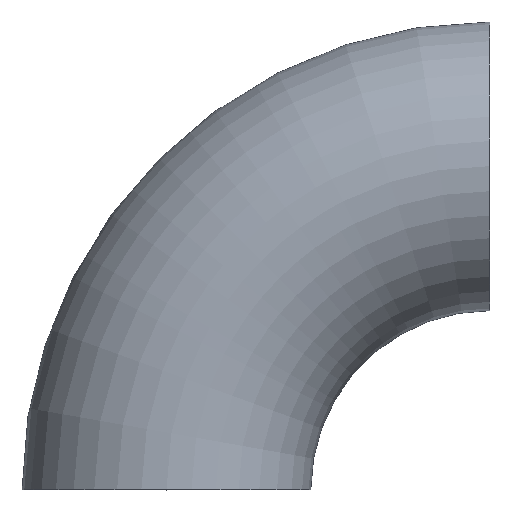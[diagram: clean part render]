
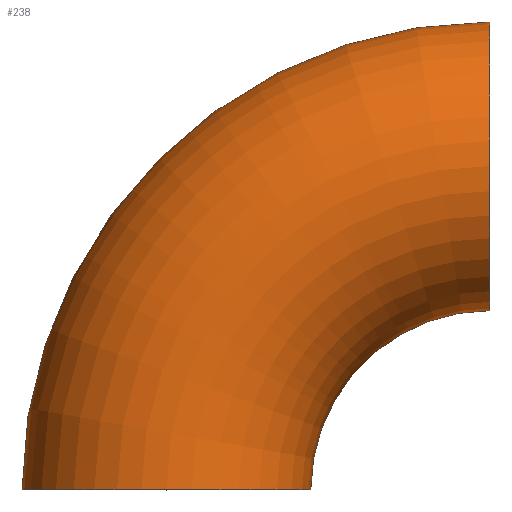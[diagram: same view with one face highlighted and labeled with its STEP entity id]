
A CAD part, top view. The second image highlights one B-rep face of the part: STEP entity #238.
In plain terms, the highlighted toroidal (fillet/blend) face has major radius 47.5 mm and minor radius 21.2 mm.
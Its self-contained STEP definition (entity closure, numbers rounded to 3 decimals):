
#1 = EDGE_CURVE ( 'NONE', #151, #128, #157, .T. ) ;
#9 = CARTESIAN_POINT ( 'NONE',  ( 0., 0., 0. ) ) ;
#13 = EDGE_CURVE ( 'NONE', #125, #93, #186, .T. ) ;
#29 = DIRECTION ( 'NONE',  ( 0., 0., 1. ) ) ;
#34 = DIRECTION ( 'NONE',  ( 0., 0., 1. ) ) ;
#39 = CARTESIAN_POINT ( 'NONE',  ( 47.5, 0., 0. ) ) ;
#55 = DIRECTION ( 'NONE',  ( 1., 0., 0. ) ) ;
#64 = TOROIDAL_SURFACE ( 'NONE', #109, 47.5, 21.2 ) ;
#67 = ORIENTED_EDGE ( 'NONE', *, *, #1, .F. ) ;
#77 = DIRECTION ( 'NONE',  ( 0., 0., 1. ) ) ;
#80 = AXIS2_PLACEMENT_3D ( 'NONE', #232, #118, #251 ) ;
#81 = ORIENTED_EDGE ( 'NONE', *, *, #126, .T. ) ;
#93 = VERTEX_POINT ( 'NONE', #229 ) ;
#105 = ORIENTED_EDGE ( 'NONE', *, *, #13, .T. ) ;
#109 = AXIS2_PLACEMENT_3D ( 'NONE', #163, #77, #184 ) ;
#117 = AXIS2_PLACEMENT_3D ( 'NONE', #156, #34, #177 ) ;
#118 = DIRECTION ( 'NONE',  ( 1., 0., 0. ) ) ;
#125 = VERTEX_POINT ( 'NONE', #210 ) ;
#126 = EDGE_CURVE ( 'NONE', #151, #125, #195, .T. ) ;
#128 = VERTEX_POINT ( 'NONE', #154 ) ;
#131 = AXIS2_PLACEMENT_3D ( 'NONE', #39, #180, #55 ) ;
#146 = CIRCLE ( 'NONE', #131, 26.3 ) ;
#150 = DIRECTION ( 'NONE',  ( 0., 1., 0. ) ) ;
#151 = VERTEX_POINT ( 'NONE', #239 ) ;
#153 = ORIENTED_EDGE ( 'NONE', *, *, #207, .F. ) ;
#154 = CARTESIAN_POINT ( 'NONE',  ( 47.5, 26.3, 0. ) ) ;
#156 = CARTESIAN_POINT ( 'NONE',  ( 47.5, 0., 0. ) ) ;
#157 = CIRCLE ( 'NONE', #80, 21.2 ) ;
#159 = EDGE_LOOP ( 'NONE', ( #67, #81, #105, #153 ) ) ;
#163 = CARTESIAN_POINT ( 'NONE',  ( 47.5, 0., 0. ) ) ;
#169 = AXIS2_PLACEMENT_3D ( 'NONE', #9, #150, #29 ) ;
#177 = DIRECTION ( 'NONE',  ( 1., 0., 0. ) ) ;
#180 = DIRECTION ( 'NONE',  ( 0., 0., 1. ) ) ;
#184 = DIRECTION ( 'NONE',  ( 1., 0., 0. ) ) ;
#186 = CIRCLE ( 'NONE', #169, 21.2 ) ;
#195 = CIRCLE ( 'NONE', #117, 68.7 ) ;
#207 = EDGE_CURVE ( 'NONE', #128, #93, #146, .T. ) ;
#210 = CARTESIAN_POINT ( 'NONE',  ( -21.2, 0., 0. ) ) ;
#221 = FACE_OUTER_BOUND ( 'NONE', #159, .T. ) ;
#229 = CARTESIAN_POINT ( 'NONE',  ( 21.2, 0., 0. ) ) ;
#232 = CARTESIAN_POINT ( 'NONE',  ( 47.5, 47.5, 0. ) ) ;
#238 = ADVANCED_FACE ( 'NONE', ( #221 ), #64, .T. ) ;
#239 = CARTESIAN_POINT ( 'NONE',  ( 47.5, 68.7, 0. ) ) ;
#251 = DIRECTION ( 'NONE',  ( 0., 0., 1. ) ) ;
